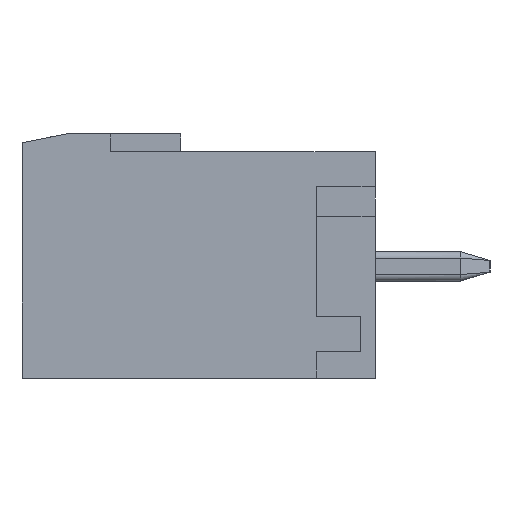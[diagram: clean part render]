
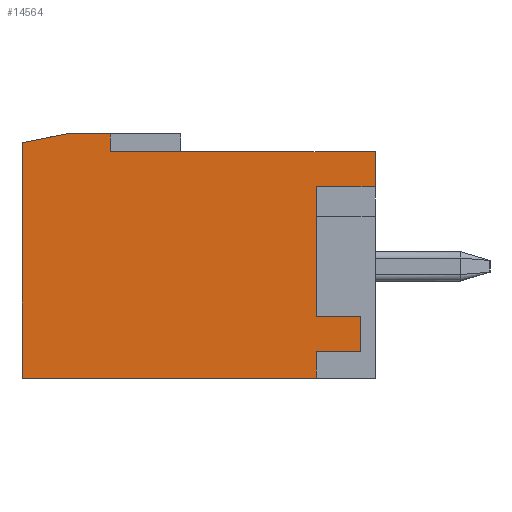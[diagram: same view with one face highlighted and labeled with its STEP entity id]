
A CAD part, left-side view. The second image highlights one B-rep face of the part: STEP entity #14564.
In plain terms, the highlighted planar face has unit normal (-1, 0, 0).
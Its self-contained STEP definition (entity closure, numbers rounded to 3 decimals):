
#2003=CARTESIAN_POINT('',(-55.67,0.,-1.8));
#2004=VERTEX_POINT('',#2003);
#2014=CARTESIAN_POINT('',(-55.67,2.,-1.8));
#2015=VERTEX_POINT('',#2014);
#2016=CARTESIAN_POINT('',(-55.67,0.,-1.8));
#2017=DIRECTION('',(0.,1.,0.));
#2018=VECTOR('',#2017,2.);
#2019=LINE('',#2016,#2018);
#2020=EDGE_CURVE('',#2004,#2015,#2019,.T.);
#4120=CARTESIAN_POINT('',(-55.67,0.5,-7.4));
#4121=VERTEX_POINT('',#4120);
#4131=CARTESIAN_POINT('',(-55.67,2.,-7.4));
#4132=VERTEX_POINT('',#4131);
#4133=CARTESIAN_POINT('',(-55.67,0.5,-7.4));
#4134=DIRECTION('',(0.,1.,0.));
#4135=VECTOR('',#4134,1.5);
#4136=LINE('',#4133,#4135);
#4137=EDGE_CURVE('',#4121,#4132,#4136,.T.);
#4156=CARTESIAN_POINT('',(-55.67,2.,-6.2));
#4157=VERTEX_POINT('',#4156);
#4158=CARTESIAN_POINT('',(-55.67,0.5,-6.2));
#4159=VERTEX_POINT('',#4158);
#4160=CARTESIAN_POINT('',(-55.67,2.,-6.2));
#4161=DIRECTION('',(0.,-1.,0.));
#4162=VECTOR('',#4161,1.5);
#4163=LINE('',#4160,#4162);
#4164=EDGE_CURVE('',#4157,#4159,#4163,.T.);
#4194=CARTESIAN_POINT('',(-55.67,0.5,-6.2));
#4195=DIRECTION('',(0.,0.,-1.));
#4196=VECTOR('',#4195,1.2);
#4197=LINE('',#4194,#4196);
#4198=EDGE_CURVE('',#4159,#4121,#4197,.T.);
#14430=CARTESIAN_POINT('',(-55.67,2.,-8.3));
#14431=VERTEX_POINT('',#14430);
#14432=CARTESIAN_POINT('',(-55.67,2.,-7.4));
#14433=DIRECTION('',(0.,0.,-1.));
#14434=VECTOR('',#14433,0.9);
#14435=LINE('',#14432,#14434);
#14436=EDGE_CURVE('',#4132,#14431,#14435,.T.);
#14459=CARTESIAN_POINT('',(-55.67,2.,-1.8));
#14460=DIRECTION('',(0.,0.,-1.));
#14461=VECTOR('',#14460,4.4);
#14462=LINE('',#14459,#14461);
#14463=EDGE_CURVE('',#2015,#4157,#14462,.T.);
#14474=CARTESIAN_POINT('',(-55.67,9.,0.));
#14475=VERTEX_POINT('',#14474);
#14485=CARTESIAN_POINT('',(-55.67,9.,-0.6));
#14486=VERTEX_POINT('',#14485);
#14487=CARTESIAN_POINT('',(-55.67,9.,0.));
#14488=DIRECTION('',(0.,0.,-1.));
#14489=VECTOR('',#14488,0.6);
#14490=LINE('',#14487,#14489);
#14491=EDGE_CURVE('',#14475,#14486,#14490,.T.);
#14506=CARTESIAN_POINT('',(-55.67,3.2,-4.6));
#14507=DIRECTION('',(0.,0.,1.));
#14508=DIRECTION('',(-1.,0.,0.));
#14509=AXIS2_PLACEMENT_3D('',#14506,#14508,#14507);
#14510=PLANE('',#14509);
#14511=CARTESIAN_POINT('',(-55.67,0.,-0.6));
#14512=VERTEX_POINT('',#14511);
#14513=CARTESIAN_POINT('',(-55.67,0.,-0.6));
#14514=DIRECTION('',(0.,1.,0.));
#14515=VECTOR('',#14514,9.);
#14516=LINE('',#14513,#14515);
#14517=EDGE_CURVE('',#14512,#14486,#14516,.T.);
#14518=ORIENTED_EDGE('',*,*,#14517,.T.);
#14519=ORIENTED_EDGE('',*,*,#14491,.F.);
#14520=CARTESIAN_POINT('',(-55.67,10.5,0.));
#14521=VERTEX_POINT('',#14520);
#14522=CARTESIAN_POINT('',(-55.67,9.,0.));
#14523=DIRECTION('',(0.,1.,0.));
#14524=VECTOR('',#14523,1.5);
#14525=LINE('',#14522,#14524);
#14526=EDGE_CURVE('',#14475,#14521,#14525,.T.);
#14527=ORIENTED_EDGE('',*,*,#14526,.T.);
#14528=CARTESIAN_POINT('',(-55.67,12.,-0.3));
#14529=VERTEX_POINT('',#14528);
#14530=CARTESIAN_POINT('',(-55.67,10.5,0.));
#14531=DIRECTION('',(0.,0.981,-0.196));
#14532=VECTOR('',#14531,1.53);
#14533=LINE('',#14530,#14532);
#14534=EDGE_CURVE('',#14521,#14529,#14533,.T.);
#14535=ORIENTED_EDGE('',*,*,#14534,.T.);
#14536=CARTESIAN_POINT('',(-55.67,12.,-8.3));
#14537=VERTEX_POINT('',#14536);
#14538=CARTESIAN_POINT('',(-55.67,12.,-0.3));
#14539=DIRECTION('',(0.,0.,-1.));
#14540=VECTOR('',#14539,8.);
#14541=LINE('',#14538,#14540);
#14542=EDGE_CURVE('',#14529,#14537,#14541,.T.);
#14543=ORIENTED_EDGE('',*,*,#14542,.T.);
#14544=CARTESIAN_POINT('',(-55.67,12.,-8.3));
#14545=DIRECTION('',(0.,-1.,0.));
#14546=VECTOR('',#14545,10.);
#14547=LINE('',#14544,#14546);
#14548=EDGE_CURVE('',#14537,#14431,#14547,.T.);
#14549=ORIENTED_EDGE('',*,*,#14548,.T.);
#14550=ORIENTED_EDGE('',*,*,#14436,.F.);
#14551=ORIENTED_EDGE('',*,*,#4137,.F.);
#14552=ORIENTED_EDGE('',*,*,#4198,.F.);
#14553=ORIENTED_EDGE('',*,*,#4164,.F.);
#14554=ORIENTED_EDGE('',*,*,#14463,.F.);
#14555=ORIENTED_EDGE('',*,*,#2020,.F.);
#14556=CARTESIAN_POINT('',(-55.67,0.,-1.8));
#14557=DIRECTION('',(0.,0.,1.));
#14558=VECTOR('',#14557,1.2);
#14559=LINE('',#14556,#14558);
#14560=EDGE_CURVE('',#2004,#14512,#14559,.T.);
#14561=ORIENTED_EDGE('',*,*,#14560,.T.);
#14562=EDGE_LOOP('',(#14518,#14519,#14527,#14535,#14543,#14549,#14550,#14551,#14552,#14553,#14554,#14555,#14561));
#14563=FACE_OUTER_BOUND('',#14562,.T.);
#14564=ADVANCED_FACE('',(#14563),#14510,.T.);
